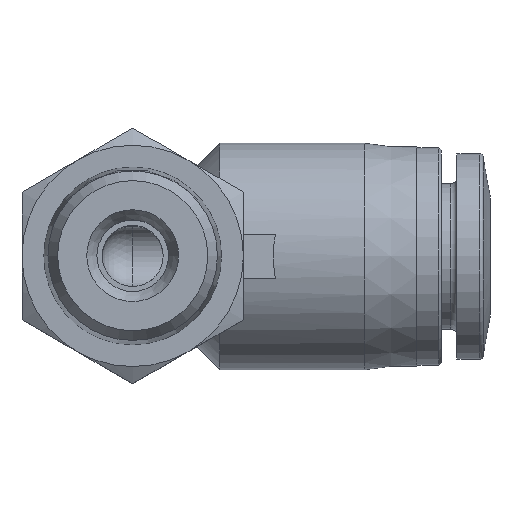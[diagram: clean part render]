
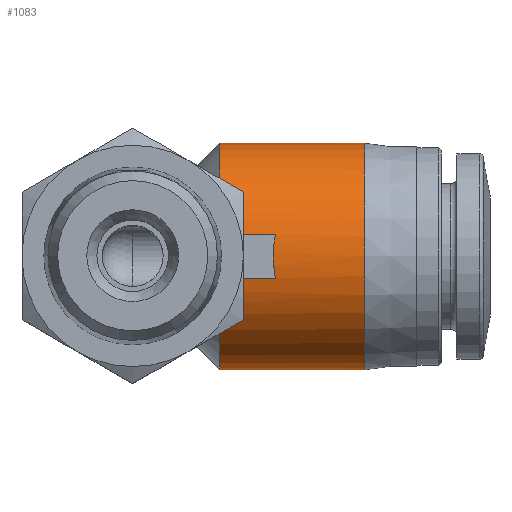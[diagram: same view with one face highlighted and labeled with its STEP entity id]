
A CAD part, top view. The second image highlights one B-rep face of the part: STEP entity #1083.
In plain terms, the highlighted cylindrical face has radius 6.5 mm (diameter 13 mm), a full revolution.
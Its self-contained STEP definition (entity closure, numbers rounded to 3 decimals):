
#45=LINE('',#1495,#57);
#46=LINE('',#1497,#58);
#57=VECTOR('',#1244,1000.);
#58=VECTOR('',#1247,1000.);
#92=B_SPLINE_CURVE_WITH_KNOTS('',3,(#1477,#1478,#1479,#1480),
 .UNSPECIFIED.,.F.,.F.,(4,4),(0.005,0.007),
 .UNSPECIFIED.);
#93=B_SPLINE_CURVE_WITH_KNOTS('',3,(#1488,#1489,#1490,#1491),
 .UNSPECIFIED.,.F.,.F.,(4,4),(0.,0.002),.UNSPECIFIED.);
#122=ELLIPSE('',#1164,9.192,6.5);
#261=ORIENTED_EDGE('',*,*,#381,.F.);
#262=ORIENTED_EDGE('',*,*,#379,.T.);
#263=ORIENTED_EDGE('',*,*,#326,.T.);
#264=ORIENTED_EDGE('',*,*,#328,.F.);
#265=ORIENTED_EDGE('',*,*,#377,.T.);
#266=ORIENTED_EDGE('',*,*,#329,.T.);
#267=ORIENTED_EDGE('',*,*,#322,.T.);
#322=EDGE_CURVE('',#413,#412,#92,.T.);
#326=EDGE_CURVE('',#411,#416,#93,.T.);
#328=EDGE_CURVE('',#417,#416,#45,.F.);
#329=EDGE_CURVE('',#418,#413,#46,.F.);
#377=EDGE_CURVE('',#417,#418,#122,.F.);
#379=EDGE_CURVE('',#412,#411,#487,.T.);
#381=EDGE_CURVE('',#447,#447,#489,.T.);
#411=VERTEX_POINT('',#1471);
#412=VERTEX_POINT('',#1476);
#413=VERTEX_POINT('',#1481);
#416=VERTEX_POINT('',#1487);
#417=VERTEX_POINT('',#1494);
#418=VERTEX_POINT('',#1498);
#447=VERTEX_POINT('',#1679);
#487=CIRCLE('',#1167,6.5);
#489=CIRCLE('',#1172,6.5);
#547=EDGE_LOOP('',(#261));
#548=EDGE_LOOP('',(#262,#263,#264,#265,#266,#267));
#626=FACE_BOUND('',#547,.T.);
#627=FACE_BOUND('',#548,.T.);
#669=CYLINDRICAL_SURFACE('',#1171,6.5);
#1083=ADVANCED_FACE('',(#626,#627),#669,.T.);
#1164=AXIS2_PLACEMENT_3D('',#1670,#1335,#1336);
#1167=AXIS2_PLACEMENT_3D('',#1673,#1341,#1342);
#1171=AXIS2_PLACEMENT_3D('',#1677,#1349,#1350);
#1172=AXIS2_PLACEMENT_3D('',#1678,#1351,#1352);
#1244=DIRECTION('',(1.,0.,0.));
#1247=DIRECTION('',(1.,0.,0.));
#1335=DIRECTION('',(-0.707,0.,-0.707));
#1336=DIRECTION('',(0.707,0.,-0.707));
#1341=DIRECTION('',(1.,0.,0.));
#1342=DIRECTION('',(0.,0.,-1.));
#1349=DIRECTION('',(1.,0.,0.));
#1350=DIRECTION('',(0.,0.,-1.));
#1351=DIRECTION('',(1.,0.,0.));
#1352=DIRECTION('',(0.,0.,-1.));
#1471=CARTESIAN_POINT('',(5.,3.317,5.59));
#1476=CARTESIAN_POINT('',(5.,-3.317,5.59));
#1477=CARTESIAN_POINT('',(5.868,-1.25,6.379));
#1478=CARTESIAN_POINT('',(5.705,-2.019,6.228));
#1479=CARTESIAN_POINT('',(5.398,-2.717,5.946));
#1480=CARTESIAN_POINT('',(5.,-3.317,5.59));
#1481=CARTESIAN_POINT('',(5.868,-1.25,6.379));
#1487=CARTESIAN_POINT('',(5.868,1.25,6.379));
#1488=CARTESIAN_POINT('',(5.,3.317,5.59));
#1489=CARTESIAN_POINT('',(5.399,2.716,5.947));
#1490=CARTESIAN_POINT('',(5.706,2.012,6.229));
#1491=CARTESIAN_POINT('',(5.868,1.25,6.379));
#1494=CARTESIAN_POINT('',(8.188,1.25,6.379));
#1495=CARTESIAN_POINT('',(20.5,1.25,6.379));
#1497=CARTESIAN_POINT('',(20.5,-1.25,6.379));
#1498=CARTESIAN_POINT('',(8.188,-1.25,6.379));
#1670=CARTESIAN_POINT('',(14.566,0.,0.));
#1673=CARTESIAN_POINT('',(5.,0.,0.));
#1677=CARTESIAN_POINT('',(20.5,0.,0.));
#1678=CARTESIAN_POINT('',(13.3,0.,0.));
#1679=CARTESIAN_POINT('',(13.3,0.,-6.5));
